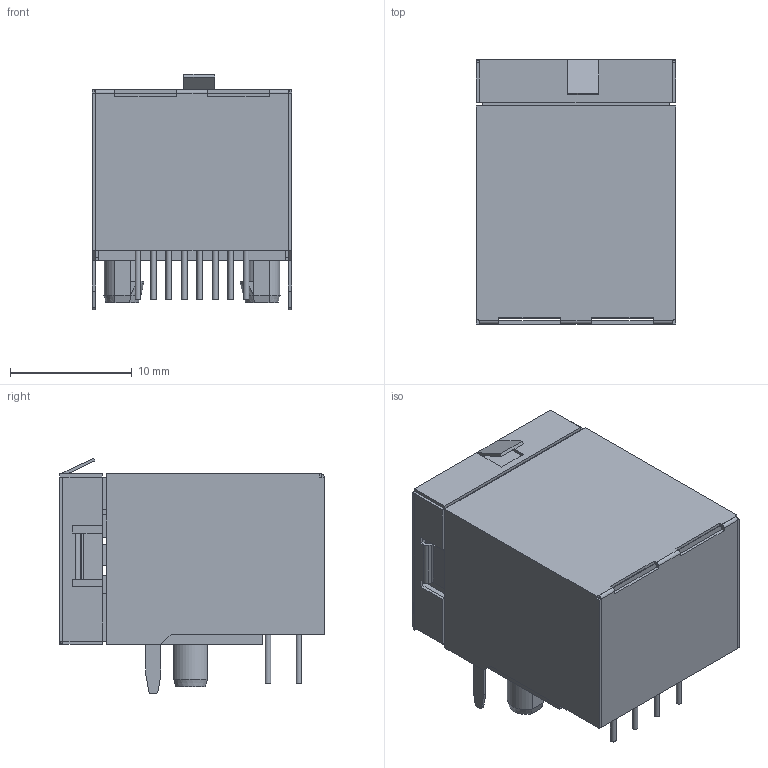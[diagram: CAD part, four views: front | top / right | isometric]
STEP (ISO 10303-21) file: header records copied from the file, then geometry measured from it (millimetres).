
FILE_DESCRIPTION(/* description */ (''),/* implementation_level */ '2;1');
FILE_NAME(/* name */ 'FCI_95678-001LF.stp',/* time_stamp */ '2015-07-28T14:51:41+02:00',/* author */ ('bcivel'),/* organization */ (''),/* preprocessor_version */ 'ST-DEVELOPER v15.5',/* originating_system */ 'AutoCAD Mechanical',/* authorisation */ '');
FILE_SCHEMA (('AUTOMOTIVE_DESIGN { 1 0 10303 214 3 1 1 }'));
Length unit declared in the file: millimetre
Products named in the file (1): Product
Bounding box: 16.34 x 21.7 x 19.34 mm (x, y, z)
Volume: 3549.5 mm3; surface area: 5210.3 mm2
Topology: 36 solids, 36 shells, 332 faces, 783 edges, 519 vertices
Faces by surface type: plane 282, cylinder 36, bspline 8, cone 6
Full cylindrical faces by diameter (mm): 0.46 x8
Entity records: 9495 total; most frequent: CARTESIAN_POINT 1803, ORIENTED_EDGE 1554, DIRECTION 1511, EDGE_CURVE 775, LINE 649, VECTOR 649, VERTEX_POINT 519, AXIS2_PLACEMENT_3D 431
